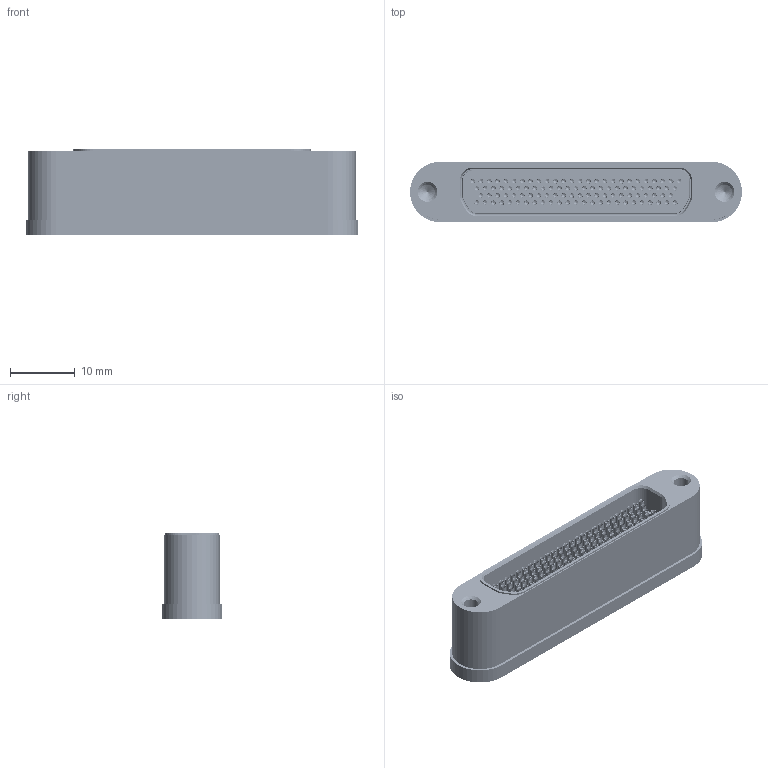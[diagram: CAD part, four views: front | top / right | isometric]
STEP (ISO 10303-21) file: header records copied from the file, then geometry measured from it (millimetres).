
FILE_DESCRIPTION (( 'STEP AP203' ), '1' );
FILE_NAME ('A8978-8-W.STEP', '2013-04-29T11:26:32', ( '' ), ( '' ), 'SwSTEP 2.0', 'SolidWorks 2012', '' );
FILE_SCHEMA (( 'CONFIG_CONTROL_DESIGN' ));
Length unit declared in the file: inch
Products named in the file (1): A8978-8-W
Bounding box: 51.08 x 9.32 x 13.21 mm (x, y, z)
Volume: 2823.8 mm3; surface area: 7660.6 mm2
Topology: 202 solids, 202 shells, 3734 faces, 8892 edges, 5267 vertices
Faces by surface type: cylinder 2015, bspline 700, cone 640, plane 379
Entity records: 119864 total; most frequent: CARTESIAN_POINT 31986, DIRECTION 19809, ORIENTED_EDGE 17568, EDGE_CURVE 8784, AXIS2_PLACEMENT_3D 8390, VERTEX_POINT 5367, CIRCLE 5355, EDGE_LOOP 4447
